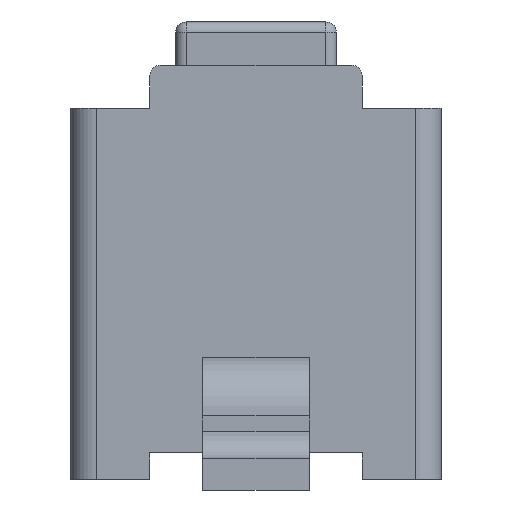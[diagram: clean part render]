
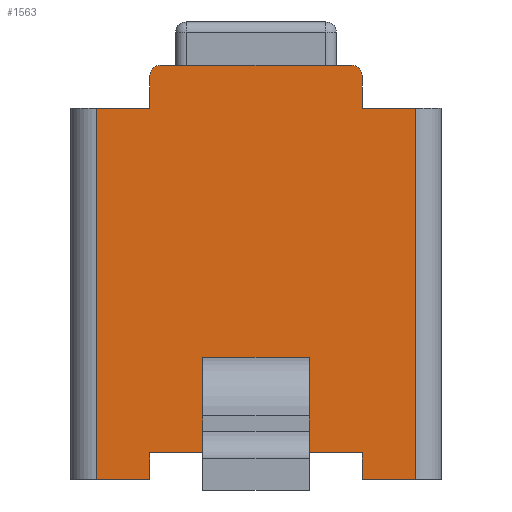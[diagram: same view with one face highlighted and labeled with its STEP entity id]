
A CAD part, front view. The second image highlights one B-rep face of the part: STEP entity #1563.
In plain terms, the highlighted planar face has unit normal (0, -1, 0).
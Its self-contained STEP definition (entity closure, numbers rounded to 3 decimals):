
#22=FACE_BOUND('',#217,.T.);
#60=CIRCLE('',#1676,0.1);
#61=CIRCLE('',#1677,0.1);
#129=FACE_OUTER_BOUND('',#216,.T.);
#216=EDGE_LOOP('',(#1050,#1051,#1052,#1053,#1054,#1055,#1056,#1057,#1058,
#1059,#1060,#1061,#1062,#1063));
#217=EDGE_LOOP('',(#1064,#1065,#1066,#1067));
#312=LINE('',#2313,#474);
#319=LINE('',#2330,#481);
#322=LINE('',#2336,#484);
#336=LINE('',#2370,#498);
#337=LINE('',#2372,#499);
#338=LINE('',#2374,#500);
#339=LINE('',#2376,#501);
#340=LINE('',#2380,#502);
#341=LINE('',#2384,#503);
#342=LINE('',#2386,#504);
#343=LINE('',#2387,#505);
#344=LINE('',#2388,#506);
#345=LINE('',#2391,#507);
#346=LINE('',#2393,#508);
#347=LINE('',#2395,#509);
#348=LINE('',#2396,#510);
#474=VECTOR('',#1833,2.);
#481=VECTOR('',#1846,0.5);
#484=VECTOR('',#1851,0.5);
#498=VECTOR('',#1883,3.5);
#499=VECTOR('',#1886,0.25);
#500=VECTOR('',#1887,0.5);
#501=VECTOR('',#1888,0.308);
#502=VECTOR('',#1891,1.8);
#503=VECTOR('',#1894,0.308);
#504=VECTOR('',#1895,0.5);
#505=VECTOR('',#1896,3.5);
#506=VECTOR('',#1897,0.25);
#507=VECTOR('',#1898,0.3);
#508=VECTOR('',#1899,1.);
#509=VECTOR('',#1900,0.3);
#510=VECTOR('',#1901,1.);
#635=VERTEX_POINT('',#2310);
#636=VERTEX_POINT('',#2312);
#642=VERTEX_POINT('',#2327);
#643=VERTEX_POINT('',#2329);
#644=VERTEX_POINT('',#2333);
#645=VERTEX_POINT('',#2335);
#656=VERTEX_POINT('',#2368);
#657=VERTEX_POINT('',#2373);
#658=VERTEX_POINT('',#2375);
#659=VERTEX_POINT('',#2377);
#660=VERTEX_POINT('',#2379);
#661=VERTEX_POINT('',#2381);
#662=VERTEX_POINT('',#2383);
#663=VERTEX_POINT('',#2385);
#664=VERTEX_POINT('',#2389);
#665=VERTEX_POINT('',#2390);
#666=VERTEX_POINT('',#2392);
#667=VERTEX_POINT('',#2394);
#780=EDGE_CURVE('',#636,#635,#312,.T.);
#788=EDGE_CURVE('',#643,#642,#319,.T.);
#791=EDGE_CURVE('',#645,#644,#322,.T.);
#809=EDGE_CURVE('',#656,#642,#336,.T.);
#810=EDGE_CURVE('',#643,#635,#337,.T.);
#811=EDGE_CURVE('',#657,#656,#338,.T.);
#812=EDGE_CURVE('',#657,#658,#339,.T.);
#813=EDGE_CURVE('',#658,#659,#60,.T.);
#814=EDGE_CURVE('',#660,#659,#340,.T.);
#815=EDGE_CURVE('',#660,#661,#61,.T.);
#816=EDGE_CURVE('',#662,#661,#341,.T.);
#817=EDGE_CURVE('',#663,#662,#342,.T.);
#818=EDGE_CURVE('',#645,#663,#343,.T.);
#819=EDGE_CURVE('',#644,#636,#344,.T.);
#820=EDGE_CURVE('',#664,#665,#345,.T.);
#821=EDGE_CURVE('',#665,#666,#346,.T.);
#822=EDGE_CURVE('',#667,#666,#347,.T.);
#823=EDGE_CURVE('',#664,#667,#348,.T.);
#1050=ORIENTED_EDGE('',*,*,#780,.T.);
#1051=ORIENTED_EDGE('',*,*,#810,.F.);
#1052=ORIENTED_EDGE('',*,*,#788,.T.);
#1053=ORIENTED_EDGE('',*,*,#809,.F.);
#1054=ORIENTED_EDGE('',*,*,#811,.F.);
#1055=ORIENTED_EDGE('',*,*,#812,.T.);
#1056=ORIENTED_EDGE('',*,*,#813,.T.);
#1057=ORIENTED_EDGE('',*,*,#814,.F.);
#1058=ORIENTED_EDGE('',*,*,#815,.T.);
#1059=ORIENTED_EDGE('',*,*,#816,.F.);
#1060=ORIENTED_EDGE('',*,*,#817,.F.);
#1061=ORIENTED_EDGE('',*,*,#818,.F.);
#1062=ORIENTED_EDGE('',*,*,#791,.T.);
#1063=ORIENTED_EDGE('',*,*,#819,.T.);
#1064=ORIENTED_EDGE('',*,*,#820,.T.);
#1065=ORIENTED_EDGE('',*,*,#821,.T.);
#1066=ORIENTED_EDGE('',*,*,#822,.F.);
#1067=ORIENTED_EDGE('',*,*,#823,.F.);
#1451=PLANE('',#1675);
#1563=ADVANCED_FACE('',(#129,#22),#1451,.T.);
#1675=AXIS2_PLACEMENT_3D('',#2371,#1884,#1885);
#1676=AXIS2_PLACEMENT_3D('',#2378,#1889,#1890);
#1677=AXIS2_PLACEMENT_3D('',#2382,#1892,#1893);
#1833=DIRECTION('',(1.,0.,0.));
#1846=DIRECTION('',(1.,0.,0.));
#1851=DIRECTION('',(1.,0.,0.));
#1883=DIRECTION('',(0.,0.,-1.));
#1884=DIRECTION('center_axis',(0.,-1.,0.));
#1885=DIRECTION('ref_axis',(0.,0.,-1.));
#1886=DIRECTION('',(0.,0.,1.));
#1887=DIRECTION('',(1.,0.,0.));
#1888=DIRECTION('',(0.,0.,1.));
#1889=DIRECTION('center_axis',(0.,-1.,0.));
#1890=DIRECTION('ref_axis',(1.,0.,0.));
#1891=DIRECTION('',(1.,0.,0.));
#1892=DIRECTION('center_axis',(0.,-1.,0.));
#1893=DIRECTION('ref_axis',(0.,0.,1.));
#1894=DIRECTION('',(0.,0.,1.));
#1895=DIRECTION('',(1.,0.,0.));
#1896=DIRECTION('',(0.,0.,1.));
#1897=DIRECTION('',(0.,0.,1.));
#1898=DIRECTION('',(0.,0.,1.));
#1899=DIRECTION('',(1.,0.,0.));
#1900=DIRECTION('',(0.,0.,1.));
#1901=DIRECTION('',(1.,0.,0.));
#2310=CARTESIAN_POINT('',(1.,-3.,-4.065));
#2312=CARTESIAN_POINT('',(-1.,-3.,-4.065));
#2313=CARTESIAN_POINT('',(-1.,-3.,-4.065));
#2327=CARTESIAN_POINT('',(1.5,-3.,-4.315));
#2329=CARTESIAN_POINT('',(1.,-3.,-4.315));
#2330=CARTESIAN_POINT('',(1.,-3.,-4.315));
#2333=CARTESIAN_POINT('',(-1.,-3.,-4.315));
#2335=CARTESIAN_POINT('',(-1.5,-3.,-4.315));
#2336=CARTESIAN_POINT('',(-1.5,-3.,-4.315));
#2368=CARTESIAN_POINT('',(1.5,-3.,-0.815));
#2370=CARTESIAN_POINT('',(1.5,-3.,-0.815));
#2371=CARTESIAN_POINT('Origin',(-1.75,-3.,-0.815));
#2372=CARTESIAN_POINT('',(1.,-3.,-4.315));
#2373=CARTESIAN_POINT('',(1.,-3.,-0.815));
#2374=CARTESIAN_POINT('',(1.,-3.,-0.815));
#2375=CARTESIAN_POINT('',(1.,-3.,-0.508));
#2376=CARTESIAN_POINT('',(1.,-3.,-0.815));
#2377=CARTESIAN_POINT('',(0.9,-3.,-0.408));
#2378=CARTESIAN_POINT('Origin',(0.9,-3.,-0.508));
#2379=CARTESIAN_POINT('',(-0.9,-3.,-0.408));
#2380=CARTESIAN_POINT('',(-0.9,-3.,-0.408));
#2381=CARTESIAN_POINT('',(-1.,-3.,-0.508));
#2382=CARTESIAN_POINT('Origin',(-0.9,-3.,-0.508));
#2383=CARTESIAN_POINT('',(-1.,-3.,-0.815));
#2384=CARTESIAN_POINT('',(-1.,-3.,-0.815));
#2385=CARTESIAN_POINT('',(-1.5,-3.,-0.815));
#2386=CARTESIAN_POINT('',(-1.5,-3.,-0.815));
#2387=CARTESIAN_POINT('',(-1.5,-3.,-4.315));
#2388=CARTESIAN_POINT('',(-1.,-3.,-4.315));
#2389=CARTESIAN_POINT('',(-0.5,-3.,-3.465));
#2390=CARTESIAN_POINT('',(-0.5,-3.,-3.165));
#2391=CARTESIAN_POINT('',(-0.5,-3.,-3.465));
#2392=CARTESIAN_POINT('',(0.5,-3.,-3.165));
#2393=CARTESIAN_POINT('',(-0.5,-3.,-3.165));
#2394=CARTESIAN_POINT('',(0.5,-3.,-3.465));
#2395=CARTESIAN_POINT('',(0.5,-3.,-3.465));
#2396=CARTESIAN_POINT('',(-0.5,-3.,-3.465));
